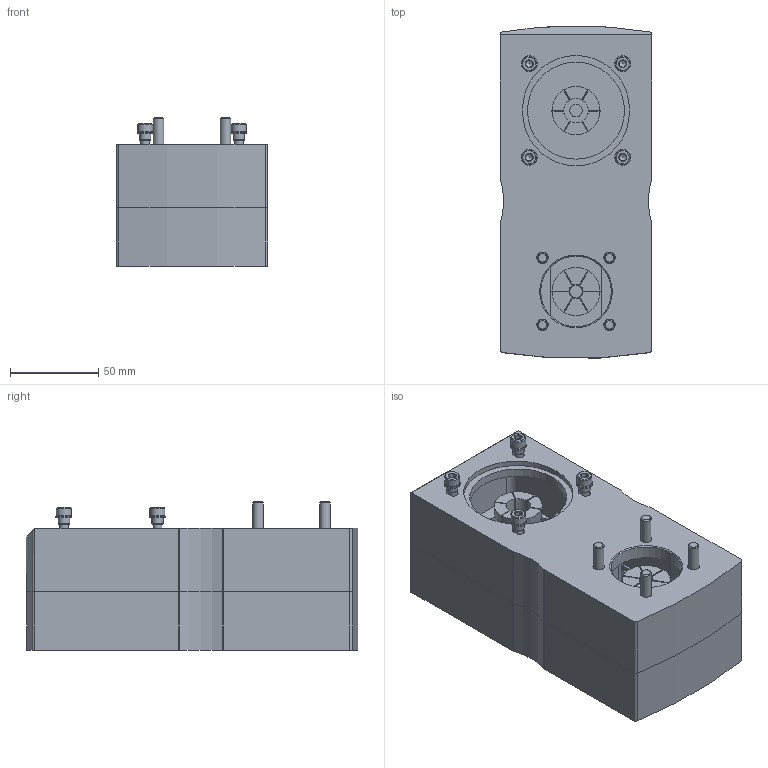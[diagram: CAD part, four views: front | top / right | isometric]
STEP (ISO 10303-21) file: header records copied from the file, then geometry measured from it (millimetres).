
FILE_DESCRIPTION(/* description */ ('STEP AP214'),/* implementation_level */ '2;1');
FILE_NAME(/* name */ '8058973_EAMM-U-86-D40-70AA-102',/* time_stamp */ '2024-08-27T08:20:36+02:00',/* author */ ('License CC BY-ND 4.0'),/* organization */ ('CADENAS'),/* preprocessor_version */ 'ST-DEVELOPER v19.3',/* originating_system */ 'PARTsolutions',/* authorisation */ ' ');
FILE_SCHEMA (('AUTOMOTIVE_DESIGN {1 0 10303 214 3 1 1}'));
Length unit declared in the file: millimetre
Products named in the file (10): 8058973 EAMM-U-86-D40-70AA-102; 8059738 EAMM-U-86-D40-70A-102---(UT); 1190018 EAMM-U-86-D40-...-188.5---(OT); ISO-4762 M6x40; DIN 557 - M5; DIN-6912 - M6x18(F); ISO-4762 M5x18; 8098120 M5; 2429534 EAMH-86-14-C27.3; 2429531 EAMH-86-8-C27.3
Assembly tree (25 placements, depth 2):
  8058973 EAMM-U-86-D40-70AA-102
    8059738 EAMM-U-86-D40-70A-102---(UT)
    1190018 EAMM-U-86-D40-...-188.5---(OT)
    ISO-4762 M6x40  x5
    DIN 557 - M5  x4
    DIN-6912 - M6x18(F)  x4
    ISO-4762 M5x18  x4
    8098120 M5  x4
    2429534 EAMH-86-14-C27.3
    2429531 EAMH-86-8-C27.3
Bounding box: 86 x 188.08 x 84 mm (x, y, z)
Volume: 637883 mm3; surface area: 158768.9 mm2
Topology: 25 solids, 25 shells, 852 faces, 2067 edges, 1307 vertices
Faces by surface type: plane 414, cone 208, cylinder 202, torus 28
Full cylindrical faces by diameter (mm): 3 x4, 4.134 x4, 4.917 x9, 5 x4, 5.5 x4, 6 x9, 6.5 x4, 6.6 x9, 6.647 x2, 7 x2, 8 x1, 8.4 x1, 8.5 x4, 9 x4, 9.5 x2, 10 x9, 10.5 x4, 11 x5, 14 x1, 14.4 x1, 19 x1, 24 x2, 40 x1, 55 x1
Entity records: 15298 total; most frequent: CARTESIAN_POINT 2983, DIRECTION 2579, ORIENTED_EDGE 2328, EDGE_CURVE 1164, AXIS2_PLACEMENT_3D 1028, VERTEX_POINT 826, FACE_BOUND 688, EDGE_LOOP 674
